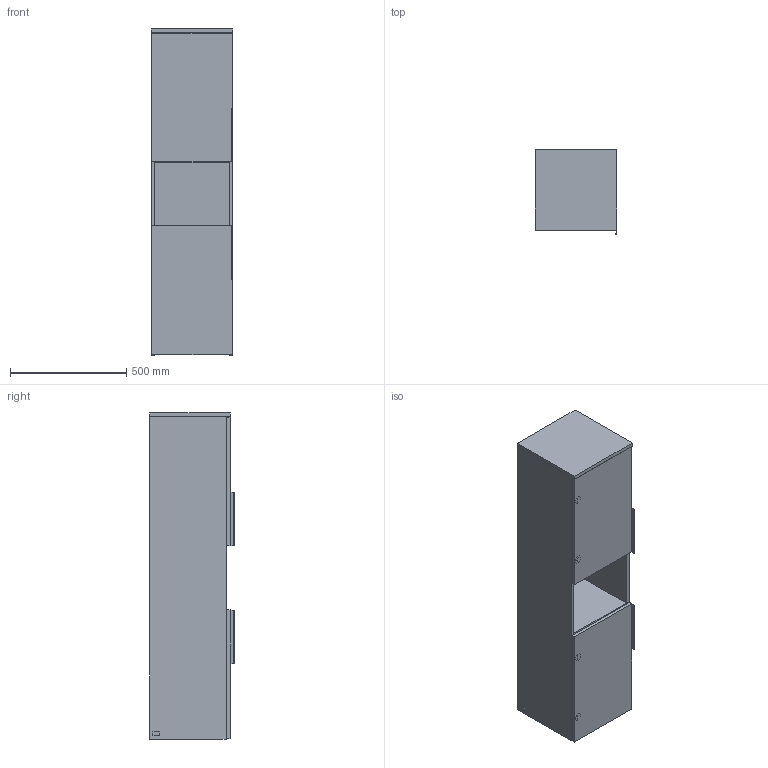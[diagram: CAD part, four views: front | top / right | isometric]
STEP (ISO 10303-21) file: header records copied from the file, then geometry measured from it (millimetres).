
FILE_DESCRIPTION(/* description */ (''),/* implementation_level */ '2;1');
FILE_NAME(/* name */ 'B89700_RFS.stp',/* time_stamp */ '2024-07-03T14:27:56+02:00',/* author */ ('schmidtkonj'),/* organization */ (''),/* preprocessor_version */ 'ST-DEVELOPER v18.1',/* originating_system */ 'Autodesk Inventor 2021',/* authorisation */ '');
FILE_SCHEMA (('AUTOMOTIVE_DESIGN { 1 0 10303 214 3 1 1 }'));
Products named in the file (1): B89700_RFS
Bounding box: 351 x 364 x 1400 mm (x, y, z)
Volume: 32067799.5 mm3; surface area: 5127771.5 mm2
Topology: 53 solids, 53 shells, 1886 faces, 4951 edges, 3290 vertices
Faces by surface type: plane 1228, cylinder 538, bspline 52, cone 44, torus 24
Full cylindrical faces by diameter (mm): 3 x40, 4.6 x8, 5 x8
Entity records: 60826 total; most frequent: CARTESIAN_POINT 13396, ORIENTED_EDGE 9902, DIRECTION 9673, EDGE_CURVE 4951, LINE 3427, VECTOR 3427, VERTEX_POINT 3290, AXIS2_PLACEMENT_3D 3123
